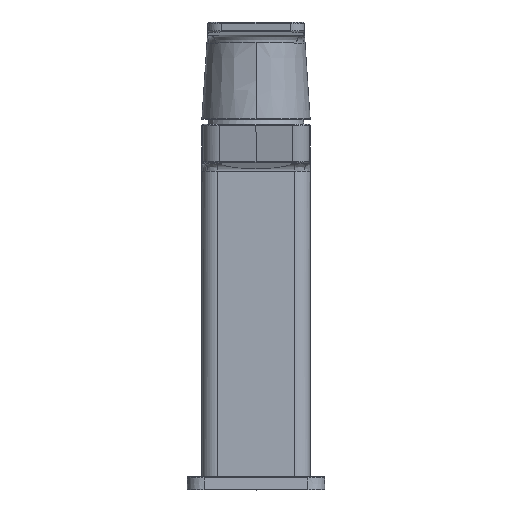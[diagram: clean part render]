
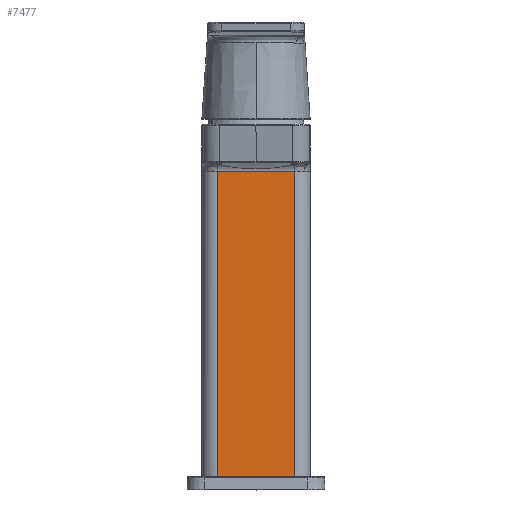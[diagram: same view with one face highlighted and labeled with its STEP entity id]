
A CAD part, top view. The second image highlights one B-rep face of the part: STEP entity #7477.
In plain terms, the highlighted planar face has unit normal (0, 0, 1).
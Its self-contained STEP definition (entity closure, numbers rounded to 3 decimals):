
#194 = VERTEX_POINT ( 'NONE', #1898 ) ;
#684 = DIRECTION ( 'NONE',  ( 1., 0., 0. ) ) ;
#748 = LINE ( 'NONE', #8148, #1581 ) ;
#763 = CARTESIAN_POINT ( 'NONE',  ( 14.941, 0., 21. ) ) ;
#772 = VECTOR ( 'NONE', #5258, 1000. ) ;
#827 = EDGE_LOOP ( 'NONE', ( #2631, #6682, #8427, #963 ) ) ;
#963 = ORIENTED_EDGE ( 'NONE', *, *, #5865, .F. ) ;
#1247 = CARTESIAN_POINT ( 'NONE',  ( -14.941, 0., 21. ) ) ;
#1294 = VERTEX_POINT ( 'NONE', #5740 ) ;
#1581 = VECTOR ( 'NONE', #684, 1000. ) ;
#1854 = DIRECTION ( 'NONE',  ( 0., 1., 0. ) ) ;
#1898 = CARTESIAN_POINT ( 'NONE',  ( -14.941, 118., 21. ) ) ;
#1922 = CARTESIAN_POINT ( 'NONE',  ( -23., 0., 21. ) ) ;
#1989 = AXIS2_PLACEMENT_3D ( 'NONE', #1922, #6683, #8036 ) ;
#2119 = VERTEX_POINT ( 'NONE', #763 ) ;
#2439 = VERTEX_POINT ( 'NONE', #5551 ) ;
#2631 = ORIENTED_EDGE ( 'NONE', *, *, #2655, .F. ) ;
#2655 = EDGE_CURVE ( 'NONE', #1294, #2119, #5335, .T. ) ;
#3995 = CARTESIAN_POINT ( 'NONE',  ( -9.189, 0., 21. ) ) ;
#4764 = DIRECTION ( 'NONE',  ( 0., -1., 0. ) ) ;
#5014 = VECTOR ( 'NONE', #1854, 1000. ) ;
#5258 = DIRECTION ( 'NONE',  ( -1., 0., 0. ) ) ;
#5335 = LINE ( 'NONE', #7548, #7784 ) ;
#5551 = CARTESIAN_POINT ( 'NONE',  ( -14.941, 0., 21. ) ) ;
#5740 = CARTESIAN_POINT ( 'NONE',  ( 14.941, 118., 21. ) ) ;
#5865 = EDGE_CURVE ( 'NONE', #2119, #2439, #8086, .T. ) ;
#5997 = PLANE ( 'NONE',  #1989 ) ;
#6682 = ORIENTED_EDGE ( 'NONE', *, *, #8587, .F. ) ;
#6683 = DIRECTION ( 'NONE',  ( 0., 0., -1. ) ) ;
#6899 = EDGE_CURVE ( 'NONE', #2439, #194, #7666, .T. ) ;
#7477 = ADVANCED_FACE ( 'NONE', ( #8608 ), #5997, .F. ) ;
#7548 = CARTESIAN_POINT ( 'NONE',  ( 14.941, 0., 21. ) ) ;
#7666 = LINE ( 'NONE', #1247, #5014 ) ;
#7784 = VECTOR ( 'NONE', #4764, 1000. ) ;
#8036 = DIRECTION ( 'NONE',  ( 0., 1., 0. ) ) ;
#8086 = LINE ( 'NONE', #3995, #772 ) ;
#8148 = CARTESIAN_POINT ( 'NONE',  ( -23., 118., 21. ) ) ;
#8427 = ORIENTED_EDGE ( 'NONE', *, *, #6899, .F. ) ;
#8587 = EDGE_CURVE ( 'NONE', #194, #1294, #748, .T. ) ;
#8608 = FACE_OUTER_BOUND ( 'NONE', #827, .T. ) ;
